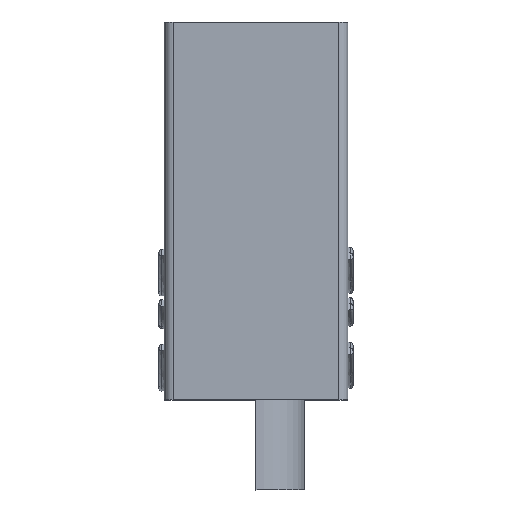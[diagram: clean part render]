
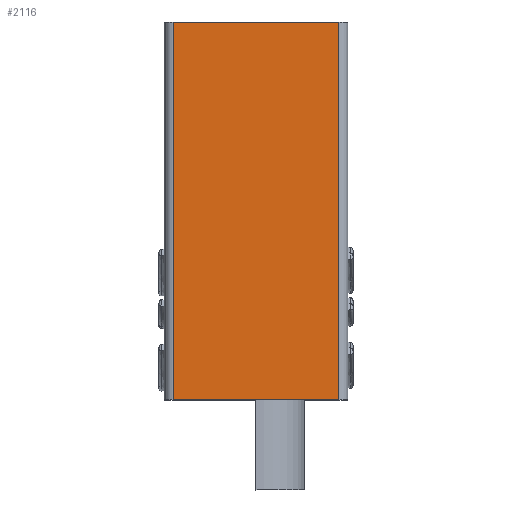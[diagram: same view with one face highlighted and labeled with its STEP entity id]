
A CAD part, top view. The second image highlights one B-rep face of the part: STEP entity #2116.
In plain terms, the highlighted planar face has unit normal (0, 0, 1).
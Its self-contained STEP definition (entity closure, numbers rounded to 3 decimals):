
#102 = VECTOR ( 'NONE', #4937, 1000. ) ;
#164 = ORIENTED_EDGE ( 'NONE', *, *, #3658, .T. ) ;
#438 = CARTESIAN_POINT ( 'NONE',  ( 19.115, 21., -6.654 ) ) ;
#451 = CARTESIAN_POINT ( 'NONE',  ( 9.915, 21., -6.654 ) ) ;
#519 = ORIENTED_EDGE ( 'NONE', *, *, #1255, .T. ) ;
#690 = LINE ( 'NONE', #3655, #3652 ) ;
#1147 = EDGE_CURVE ( 'NONE', #4563, #3503, #690, .T. ) ;
#1255 = EDGE_CURVE ( 'NONE', #3503, #7138, #1761, .T. ) ;
#1617 = AXIS2_PLACEMENT_3D ( 'NONE', #3386, #3415, #7819 ) ;
#1761 = LINE ( 'NONE', #6862, #102 ) ;
#2116 = ADVANCED_FACE ( 'NONE', ( #2936 ), #6528, .F. ) ;
#2782 = VECTOR ( 'NONE', #7063, 1000. ) ;
#2936 = FACE_OUTER_BOUND ( 'NONE', #4075, .T. ) ;
#3201 = DIRECTION ( 'NONE',  ( 1., 0., 0. ) ) ;
#3386 = CARTESIAN_POINT ( 'NONE',  ( 9.415, 21., -6.654 ) ) ;
#3415 = DIRECTION ( 'NONE',  ( 0., 0., -1. ) ) ;
#3480 = ORIENTED_EDGE ( 'NONE', *, *, #7394, .F. ) ;
#3503 = VERTEX_POINT ( 'NONE', #3598 ) ;
#3598 = CARTESIAN_POINT ( 'NONE',  ( 9.915, 0., -6.654 ) ) ;
#3652 = VECTOR ( 'NONE', #4296, 1000. ) ;
#3655 = CARTESIAN_POINT ( 'NONE',  ( 9.915, 21., -6.654 ) ) ;
#3658 = EDGE_CURVE ( 'NONE', #7138, #7155, #7634, .T. ) ;
#3875 = CARTESIAN_POINT ( 'NONE',  ( 9.415, 21., -6.654 ) ) ;
#4075 = EDGE_LOOP ( 'NONE', ( #3480, #7142, #519, #164 ) ) ;
#4296 = DIRECTION ( 'NONE',  ( 0., -1., 0. ) ) ;
#4563 = VERTEX_POINT ( 'NONE', #451 ) ;
#4575 = LINE ( 'NONE', #3875, #7937 ) ;
#4937 = DIRECTION ( 'NONE',  ( 1., 0., 0. ) ) ;
#5159 = CARTESIAN_POINT ( 'NONE',  ( 19.115, 21., -6.654 ) ) ;
#6528 = PLANE ( 'NONE',  #1617 ) ;
#6862 = CARTESIAN_POINT ( 'NONE',  ( 9.415, 0., -6.654 ) ) ;
#7063 = DIRECTION ( 'NONE',  ( 0., 1., 0. ) ) ;
#7138 = VERTEX_POINT ( 'NONE', #7369 ) ;
#7142 = ORIENTED_EDGE ( 'NONE', *, *, #1147, .T. ) ;
#7155 = VERTEX_POINT ( 'NONE', #438 ) ;
#7369 = CARTESIAN_POINT ( 'NONE',  ( 19.115, 0., -6.654 ) ) ;
#7394 = EDGE_CURVE ( 'NONE', #4563, #7155, #4575, .T. ) ;
#7634 = LINE ( 'NONE', #5159, #2782 ) ;
#7819 = DIRECTION ( 'NONE',  ( -1., 0., 0. ) ) ;
#7937 = VECTOR ( 'NONE', #3201, 1000. ) ;
